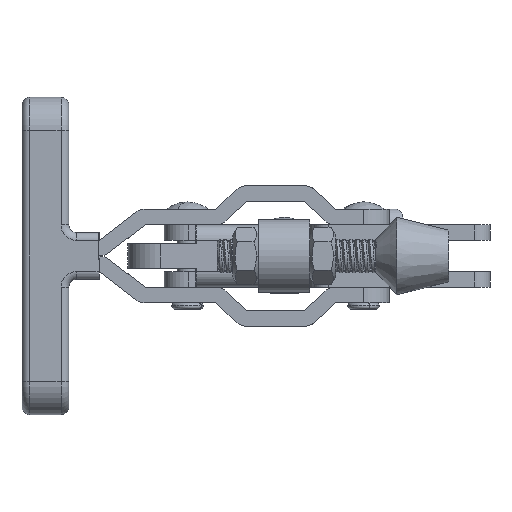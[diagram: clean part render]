
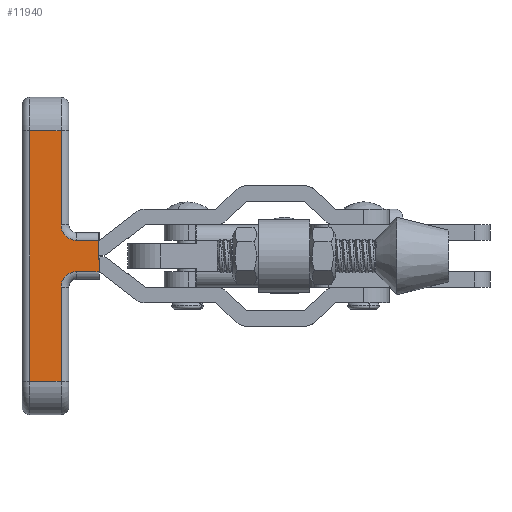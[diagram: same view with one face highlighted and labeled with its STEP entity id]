
A CAD part, left-side view. The second image highlights one B-rep face of the part: STEP entity #11940.
In plain terms, the highlighted face is planar.
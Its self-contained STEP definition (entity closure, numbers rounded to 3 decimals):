
#1 = VECTOR ( 'NONE', #20278, 1000. ) ;
#146 = CARTESIAN_POINT ( 'NONE',  ( 1714.323, -1.5, 466.131 ) ) ;
#552 = CARTESIAN_POINT ( 'NONE',  ( 1712.823, -1.5, 487.231 ) ) ;
#643 = LINE ( 'NONE', #4609, #5840 ) ;
#650 = EDGE_CURVE ( 'NONE', #26080, #1432, #14371, .T. ) ;
#1199 = VECTOR ( 'NONE', #8730, 1000. ) ;
#1432 = VERTEX_POINT ( 'NONE', #22055 ) ;
#1549 = VECTOR ( 'NONE', #15221, 1000. ) ;
#1685 = DIRECTION ( 'NONE',  ( -1., 0., 0. ) ) ;
#1709 = DIRECTION ( 'NONE',  ( 0., 0., -1. ) ) ;
#1874 = ORIENTED_EDGE ( 'NONE', *, *, #650, .T. ) ;
#2463 = CARTESIAN_POINT ( 'NONE',  ( 1714.323, -1.5, 469.131 ) ) ;
#3113 = DIRECTION ( 'NONE',  ( 0., 1., 0. ) ) ;
#3361 = ORIENTED_EDGE ( 'NONE', *, *, #10335, .T. ) ;
#4609 = CARTESIAN_POINT ( 'NONE',  ( 1711.323, -1.5, 458.631 ) ) ;
#4728 = EDGE_CURVE ( 'NONE', #5132, #26698, #20843, .T. ) ;
#5068 = DIRECTION ( 'NONE',  ( 0., 0., 1. ) ) ;
#5132 = VERTEX_POINT ( 'NONE', #8020 ) ;
#5576 = VERTEX_POINT ( 'NONE', #146 ) ;
#5840 = VECTOR ( 'NONE', #19931, 1000. ) ;
#7285 = ORIENTED_EDGE ( 'NONE', *, *, #31904, .T. ) ;
#7532 = CARTESIAN_POINT ( 'NONE',  ( 1711.323, -1.5, 457.131 ) ) ;
#8020 = CARTESIAN_POINT ( 'NONE',  ( 1711.323, -1.5, 439.031 ) ) ;
#8730 = DIRECTION ( 'NONE',  ( -1., 0., 0. ) ) ;
#8954 = CARTESIAN_POINT ( 'NONE',  ( 1718.604, -1.5, 466.131 ) ) ;
#9151 = DIRECTION ( 'NONE',  ( -1., 0., 0. ) ) ;
#9813 = LINE ( 'NONE', #14378, #29582 ) ;
#10335 = EDGE_CURVE ( 'NONE', #1432, #32314, #9813, .T. ) ;
#10416 = ORIENTED_EDGE ( 'NONE', *, *, #4728, .F. ) ;
#10457 = CARTESIAN_POINT ( 'NONE',  ( 1714.323, -1.5, 457.131 ) ) ;
#10932 = EDGE_LOOP ( 'NONE', ( #3361, #7285, #10416, #21690, #14995, #20201, #28664, #14865, #29427, #1874 ) ) ;
#11773 = EDGE_CURVE ( 'NONE', #5132, #22259, #643, .T. ) ;
#11940 = ADVANCED_FACE ( 'NONE', ( #23127 ), #15826, .F. ) ;
#13010 = DIRECTION ( 'NONE',  ( 0., 0., 1. ) ) ;
#14067 = LINE ( 'NONE', #24605, #21781 ) ;
#14144 = EDGE_CURVE ( 'NONE', #18761, #32580, #25807, .T. ) ;
#14163 = CARTESIAN_POINT ( 'NONE',  ( 1718.623, -1.5, 460.131 ) ) ;
#14323 = CARTESIAN_POINT ( 'NONE',  ( 1718.623, -1.5, 460.131 ) ) ;
#14371 = LINE ( 'NONE', #19833, #1 ) ;
#14378 = CARTESIAN_POINT ( 'NONE',  ( 1712.823, -1.5, 487.231 ) ) ;
#14460 = EDGE_CURVE ( 'NONE', #30106, #5576, #14067, .T. ) ;
#14865 = ORIENTED_EDGE ( 'NONE', *, *, #14460, .T. ) ;
#14995 = ORIENTED_EDGE ( 'NONE', *, *, #17349, .F. ) ;
#15058 = CARTESIAN_POINT ( 'NONE',  ( 1714.323, -1.5, 460.131 ) ) ;
#15221 = DIRECTION ( 'NONE',  ( -0.003, 0., 1. ) ) ;
#15826 = PLANE ( 'NONE',  #16573 ) ;
#16573 = AXIS2_PLACEMENT_3D ( 'NONE', #552, #3113, #21050 ) ;
#16847 = CARTESIAN_POINT ( 'NONE',  ( 1705.323, -1.5, 487.231 ) ) ;
#16920 = DIRECTION ( 'NONE',  ( 1., 0., 0. ) ) ;
#16999 = CARTESIAN_POINT ( 'NONE',  ( 1705.323, -1.5, 439.031 ) ) ;
#17349 = EDGE_CURVE ( 'NONE', #18761, #22259, #30927, .T. ) ;
#17801 = CIRCLE ( 'NONE', #19715, 3. ) ;
#17830 = EDGE_CURVE ( 'NONE', #32580, #30106, #21201, .T. ) ;
#18761 = VERTEX_POINT ( 'NONE', #15058 ) ;
#19715 = AXIS2_PLACEMENT_3D ( 'NONE', #2463, #20395, #5068 ) ;
#19833 = CARTESIAN_POINT ( 'NONE',  ( 1711.323, -1.5, 487.231 ) ) ;
#19931 = DIRECTION ( 'NONE',  ( 0., 0., 1. ) ) ;
#20201 = ORIENTED_EDGE ( 'NONE', *, *, #14144, .T. ) ;
#20258 = LINE ( 'NONE', #16999, #26337 ) ;
#20278 = DIRECTION ( 'NONE',  ( 0., 0., 1. ) ) ;
#20395 = DIRECTION ( 'NONE',  ( 0., -1., 0. ) ) ;
#20843 = LINE ( 'NONE', #29330, #1199 ) ;
#21050 = DIRECTION ( 'NONE',  ( 0., 0., 1. ) ) ;
#21201 = LINE ( 'NONE', #33287, #1549 ) ;
#21690 = ORIENTED_EDGE ( 'NONE', *, *, #11773, .T. ) ;
#21781 = VECTOR ( 'NONE', #9151, 1000. ) ;
#22055 = CARTESIAN_POINT ( 'NONE',  ( 1711.323, -1.5, 487.231 ) ) ;
#22259 = VERTEX_POINT ( 'NONE', #7532 ) ;
#23127 = FACE_OUTER_BOUND ( 'NONE', #10932, .T. ) ;
#23189 = AXIS2_PLACEMENT_3D ( 'NONE', #10457, #28481, #13010 ) ;
#24605 = CARTESIAN_POINT ( 'NONE',  ( 1712.823, -1.5, 466.131 ) ) ;
#25807 = LINE ( 'NONE', #14323, #31874 ) ;
#26080 = VERTEX_POINT ( 'NONE', #29298 ) ;
#26337 = VECTOR ( 'NONE', #1709, 1000. ) ;
#26698 = VERTEX_POINT ( 'NONE', #26902 ) ;
#26902 = CARTESIAN_POINT ( 'NONE',  ( 1705.323, -1.5, 439.031 ) ) ;
#28481 = DIRECTION ( 'NONE',  ( 0., -1., 0. ) ) ;
#28664 = ORIENTED_EDGE ( 'NONE', *, *, #17830, .T. ) ;
#29298 = CARTESIAN_POINT ( 'NONE',  ( 1711.323, -1.5, 469.131 ) ) ;
#29330 = CARTESIAN_POINT ( 'NONE',  ( 1712.823, -1.5, 439.031 ) ) ;
#29427 = ORIENTED_EDGE ( 'NONE', *, *, #32059, .F. ) ;
#29582 = VECTOR ( 'NONE', #1685, 1000. ) ;
#30106 = VERTEX_POINT ( 'NONE', #8954 ) ;
#30927 = CIRCLE ( 'NONE', #23189, 3. ) ;
#31874 = VECTOR ( 'NONE', #16920, 1000. ) ;
#31904 = EDGE_CURVE ( 'NONE', #32314, #26698, #20258, .T. ) ;
#32059 = EDGE_CURVE ( 'NONE', #26080, #5576, #17801, .T. ) ;
#32314 = VERTEX_POINT ( 'NONE', #16847 ) ;
#32580 = VERTEX_POINT ( 'NONE', #14163 ) ;
#33287 = CARTESIAN_POINT ( 'NONE',  ( 1718.793, -1.5, 407.689 ) ) ;
